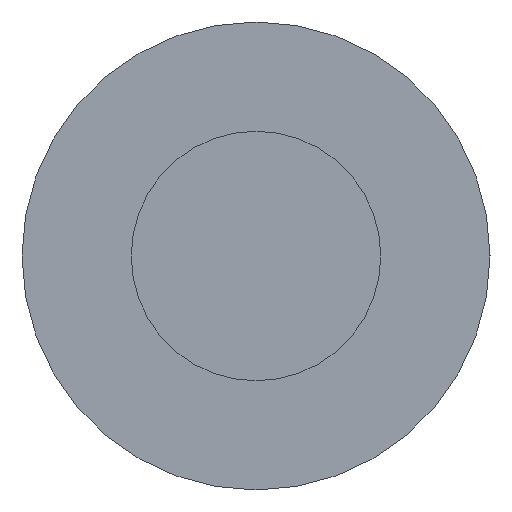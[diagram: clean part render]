
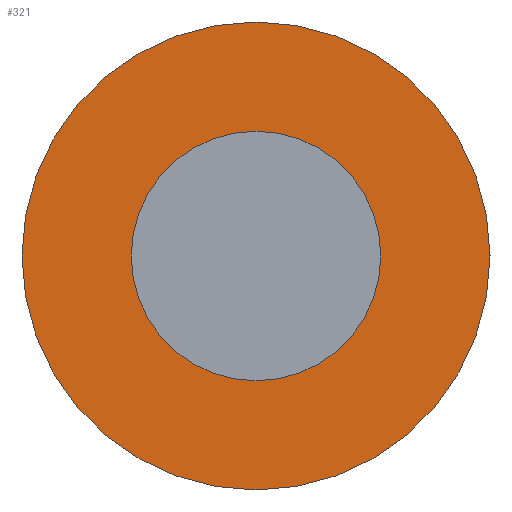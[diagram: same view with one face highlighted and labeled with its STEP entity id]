
A CAD part, left-side view. The second image highlights one B-rep face of the part: STEP entity #321.
In plain terms, the highlighted planar face has unit normal (-1, 0, 0).
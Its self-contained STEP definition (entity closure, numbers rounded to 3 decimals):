
#10 = CIRCLE ( 'NONE', #37, 4. ) ;
#35 = DIRECTION ( 'NONE',  ( 0., 1., 0. ) ) ;
#37 = AXIS2_PLACEMENT_3D ( 'NONE', #309, #128, #274 ) ;
#40 = ORIENTED_EDGE ( 'NONE', *, *, #307, .F. ) ;
#46 = AXIS2_PLACEMENT_3D ( 'NONE', #57, #186, #35 ) ;
#48 = VERTEX_POINT ( 'NONE', #93 ) ;
#57 = CARTESIAN_POINT ( 'NONE',  ( 20., 0., 0. ) ) ;
#65 = VERTEX_POINT ( 'NONE', #121 ) ;
#75 = ORIENTED_EDGE ( 'NONE', *, *, #136, .T. ) ;
#87 = AXIS2_PLACEMENT_3D ( 'NONE', #148, #278, #302 ) ;
#89 = CIRCLE ( 'NONE', #133, 7.5 ) ;
#91 = VERTEX_POINT ( 'NONE', #285 ) ;
#93 = CARTESIAN_POINT ( 'NONE',  ( 20., -7.5, 0. ) ) ;
#107 = DIRECTION ( 'NONE',  ( 1., 0., 0. ) ) ;
#110 = CARTESIAN_POINT ( 'NONE',  ( 20., -4., 0. ) ) ;
#121 = CARTESIAN_POINT ( 'NONE',  ( 20., 7.5, 0. ) ) ;
#128 = DIRECTION ( 'NONE',  ( 1., 0., 0. ) ) ;
#133 = AXIS2_PLACEMENT_3D ( 'NONE', #225, #107, #231 ) ;
#136 = EDGE_CURVE ( 'NONE', #140, #91, #247, .T. ) ;
#140 = VERTEX_POINT ( 'NONE', #110 ) ;
#148 = CARTESIAN_POINT ( 'NONE',  ( 20., 0., 0. ) ) ;
#165 = EDGE_CURVE ( 'NONE', #65, #48, #89, .T. ) ;
#170 = CIRCLE ( 'NONE', #87, 7.5 ) ;
#186 = DIRECTION ( 'NONE',  ( 1., 0., 0. ) ) ;
#195 = FACE_BOUND ( 'NONE', #240, .T. ) ;
#203 = DIRECTION ( 'NONE',  ( -1., 0., 0. ) ) ;
#218 = PLANE ( 'NONE',  #219 ) ;
#219 = AXIS2_PLACEMENT_3D ( 'NONE', #243, #203, #251 ) ;
#221 = FACE_OUTER_BOUND ( 'NONE', #234, .T. ) ;
#225 = CARTESIAN_POINT ( 'NONE',  ( 20., 0., 0. ) ) ;
#231 = DIRECTION ( 'NONE',  ( 0., 1., 0. ) ) ;
#234 = EDGE_LOOP ( 'NONE', ( #322, #40 ) ) ;
#236 = ORIENTED_EDGE ( 'NONE', *, *, #258, .T. ) ;
#240 = EDGE_LOOP ( 'NONE', ( #236, #75 ) ) ;
#243 = CARTESIAN_POINT ( 'NONE',  ( 20., 4., 0. ) ) ;
#247 = CIRCLE ( 'NONE', #46, 4. ) ;
#251 = DIRECTION ( 'NONE',  ( 0., -1., 0. ) ) ;
#258 = EDGE_CURVE ( 'NONE', #91, #140, #10, .T. ) ;
#274 = DIRECTION ( 'NONE',  ( 0., 1., 0. ) ) ;
#278 = DIRECTION ( 'NONE',  ( 1., 0., 0. ) ) ;
#285 = CARTESIAN_POINT ( 'NONE',  ( 20., 4., 0. ) ) ;
#302 = DIRECTION ( 'NONE',  ( 0., 1., 0. ) ) ;
#307 = EDGE_CURVE ( 'NONE', #48, #65, #170, .T. ) ;
#309 = CARTESIAN_POINT ( 'NONE',  ( 20., 0., 0. ) ) ;
#321 = ADVANCED_FACE ( 'NONE', ( #195, #221 ), #218, .T. ) ;
#322 = ORIENTED_EDGE ( 'NONE', *, *, #165, .F. ) ;
